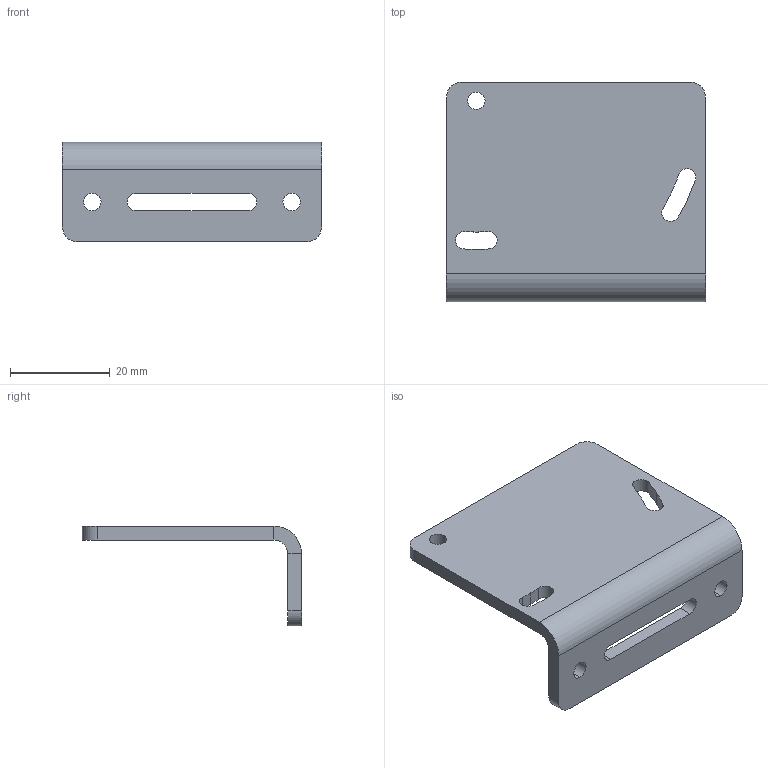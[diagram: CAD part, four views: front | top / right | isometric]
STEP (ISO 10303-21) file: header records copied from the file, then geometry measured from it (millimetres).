
FILE_DESCRIPTION((''),'2;1');
FILE_NAME('206923_ASM','2019-03-19T09:16:49',('pdmadmin'),('BANNER ENGINEERING'),'CREO PARAMETRIC BY PTC INC, 2018300','CREO PARAMETRIC BY PTC INC, 2018300','');
FILE_SCHEMA(('CONFIG_CONTROL_DESIGN'));
Length unit declared in the file: millimetre
Products named in the file (2): 201051; 206923_ASM
Assembly tree (1 placements, depth 2):
  206923_ASM
    201051
Bounding box: 52 x 44 x 20 mm (x, y, z)
Volume: 8066.2 mm3; surface area: 6787.7 mm2
Topology: 1 solids, 1 shells, 40 faces, 106 edges, 68 vertices
Faces by surface type: cylinder 26, plane 14
Entity records: 1349 total; most frequent: DIRECTION 244, CARTESIAN_POINT 217, ORIENTED_EDGE 212, EDGE_CURVE 106, AXIS2_PLACEMENT_3D 95, VERTEX_POINT 68, VECTOR 54, LINE 54
